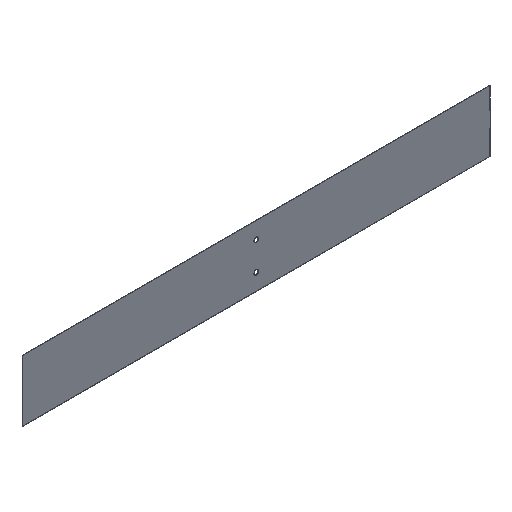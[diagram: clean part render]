
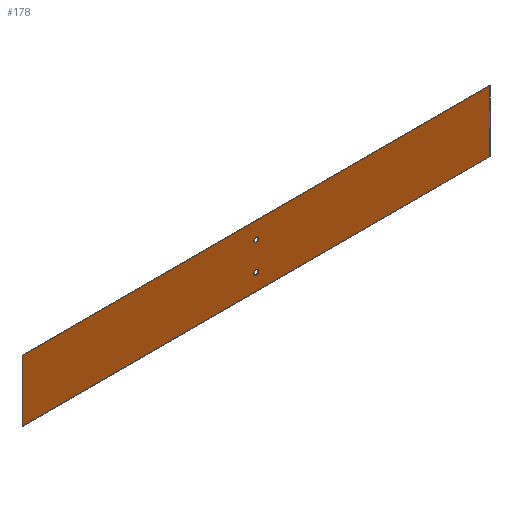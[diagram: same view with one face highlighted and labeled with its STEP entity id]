
A CAD part, isometric view. The second image highlights one B-rep face of the part: STEP entity #178.
In plain terms, the highlighted planar face has unit normal (0, -1, 0).
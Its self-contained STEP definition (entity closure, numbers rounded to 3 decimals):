
#1 = ORIENTED_EDGE ( 'NONE', *, *, #35, .T. ) ;
#9 = VERTEX_POINT ( 'NONE', #296 ) ;
#11 = VERTEX_POINT ( 'NONE', #299 ) ;
#16 = VERTEX_POINT ( 'NONE', #298 ) ;
#19 = VERTEX_POINT ( 'NONE', #300 ) ;
#34 = EDGE_CURVE ( 'NONE', #257, #257, #218, .T. ) ;
#35 = EDGE_CURVE ( 'NONE', #19, #11, #212, .T. ) ;
#36 = EDGE_CURVE ( 'NONE', #9, #11, #216, .T. ) ;
#37 = EDGE_CURVE ( 'NONE', #258, #258, #221, .T. ) ;
#38 = EDGE_CURVE ( 'NONE', #16, #19, #223, .T. ) ;
#40 = EDGE_CURVE ( 'NONE', #16, #9, #217, .T. ) ;
#42 = AXIS2_PLACEMENT_3D ( 'NONE', #153, #99, #97 ) ;
#45 = AXIS2_PLACEMENT_3D ( 'NONE', #121, #127, #98 ) ;
#68 = AXIS2_PLACEMENT_3D ( 'NONE', #87, #86, #85 ) ;
#79 = ORIENTED_EDGE ( 'NONE', *, *, #40, .F. ) ;
#80 = ORIENTED_EDGE ( 'NONE', *, *, #37, .F. ) ;
#85 = DIRECTION ( 'NONE',  ( 0., 0., -1. ) ) ;
#86 = DIRECTION ( 'NONE',  ( 0., -1., 0. ) ) ;
#87 = CARTESIAN_POINT ( 'NONE',  ( 0., 0., -47.5 ) ) ;
#88 = CARTESIAN_POINT ( 'NONE',  ( -247., 0., -65. ) ) ;
#90 = DIRECTION ( 'NONE',  ( 1., 0., 0. ) ) ;
#94 = CARTESIAN_POINT ( 'NONE',  ( -247., 0., 0. ) ) ;
#96 = DIRECTION ( 'NONE',  ( 0., 0., 1. ) ) ;
#97 = DIRECTION ( 'NONE',  ( 0., 0., -1. ) ) ;
#98 = DIRECTION ( 'NONE',  ( 0., 0., -1. ) ) ;
#99 = DIRECTION ( 'NONE',  ( 0., 1., 0. ) ) ;
#108 = PLANE ( 'NONE',  #45 ) ;
#121 = CARTESIAN_POINT ( 'NONE',  ( -247., 0., -65. ) ) ;
#127 = DIRECTION ( 'NONE',  ( 0., -1., 0. ) ) ;
#136 = DIRECTION ( 'NONE',  ( 0., 0., 1. ) ) ;
#142 = CARTESIAN_POINT ( 'NONE',  ( 247., 0., -65. ) ) ;
#144 = DIRECTION ( 'NONE',  ( 1., 0., 0. ) ) ;
#153 = CARTESIAN_POINT ( 'NONE',  ( 0., 0., -17.5 ) ) ;
#159 = CARTESIAN_POINT ( 'NONE',  ( 0., 0., -20. ) ) ;
#160 = CARTESIAN_POINT ( 'NONE',  ( 0., 0., -50. ) ) ;
#161 = CARTESIAN_POINT ( 'NONE',  ( -247., 0., -65. ) ) ;
#178 = ADVANCED_FACE ( 'NONE', ( #235, #246, #244 ), #108, .T. ) ;
#193 = ORIENTED_EDGE ( 'NONE', *, *, #36, .F. ) ;
#197 = ORIENTED_EDGE ( 'NONE', *, *, #38, .T. ) ;
#200 = EDGE_LOOP ( 'NONE', ( #193, #79, #197, #1 ) ) ;
#204 = EDGE_LOOP ( 'NONE', ( #305 ) ) ;
#209 = EDGE_LOOP ( 'NONE', ( #80 ) ) ;
#212 = LINE ( 'NONE', #142, #220 ) ;
#216 = LINE ( 'NONE', #94, #219 ) ;
#217 = LINE ( 'NONE', #88, #228 ) ;
#218 = CIRCLE ( 'NONE', #42, 2.5 ) ;
#219 = VECTOR ( 'NONE', #144, 1000. ) ;
#220 = VECTOR ( 'NONE', #96, 1000. ) ;
#221 = CIRCLE ( 'NONE', #68, 2.5 ) ;
#223 = LINE ( 'NONE', #161, #225 ) ;
#225 = VECTOR ( 'NONE', #90, 1000. ) ;
#228 = VECTOR ( 'NONE', #136, 1000. ) ;
#235 = FACE_BOUND ( 'NONE', #209, .T. ) ;
#244 = FACE_BOUND ( 'NONE', #204, .T. ) ;
#246 = FACE_OUTER_BOUND ( 'NONE', #200, .T. ) ;
#257 = VERTEX_POINT ( 'NONE', #159 ) ;
#258 = VERTEX_POINT ( 'NONE', #160 ) ;
#296 = CARTESIAN_POINT ( 'NONE',  ( -247., 0., 0. ) ) ;
#298 = CARTESIAN_POINT ( 'NONE',  ( -247., 0., -65. ) ) ;
#299 = CARTESIAN_POINT ( 'NONE',  ( 247., 0., 0. ) ) ;
#300 = CARTESIAN_POINT ( 'NONE',  ( 247., 0., -65. ) ) ;
#305 = ORIENTED_EDGE ( 'NONE', *, *, #34, .T. ) ;
